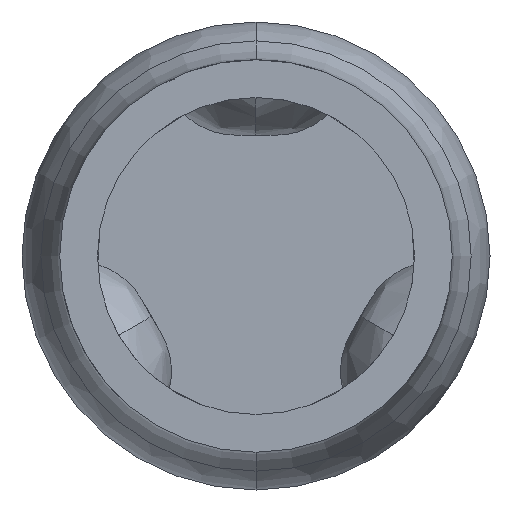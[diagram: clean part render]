
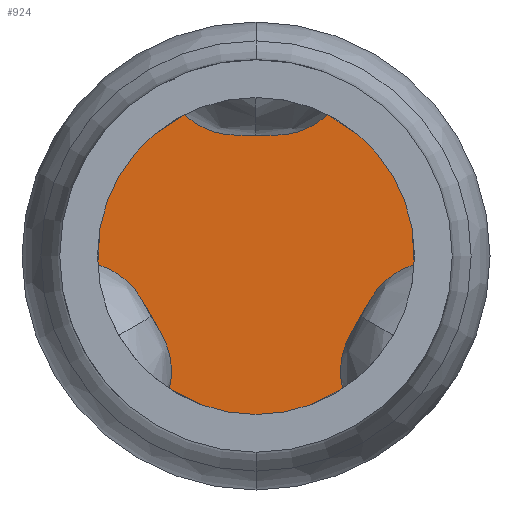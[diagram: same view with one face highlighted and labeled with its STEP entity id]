
A CAD part, front view. The second image highlights one B-rep face of the part: STEP entity #924.
In plain terms, the highlighted planar face has unit normal (0, -1, 0).
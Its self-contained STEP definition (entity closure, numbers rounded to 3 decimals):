
#10 = DIRECTION ( 'NONE',  ( 0., -1., 0. ) ) ;
#258 = VERTEX_POINT ( 'NONE', #4469 ) ;
#597 = CARTESIAN_POINT ( 'NONE',  ( 0., -28.741, -0.227 ) ) ;
#924 = ADVANCED_FACE ( 'Defeature ausgef�hrt1_52', ( #1829 ), #5036, .T. ) ;
#1211 = ORIENTED_EDGE ( 'NONE', *, *, #4508, .T. ) ;
#1422 = AXIS2_PLACEMENT_3D ( 'NONE', #4551, #4959, #3310 ) ;
#1558 = CIRCLE ( 'NONE', #2482, 0.227 ) ;
#1829 = FACE_OUTER_BOUND ( 'NONE', #5257, .T. ) ;
#1868 = DIRECTION ( 'NONE',  ( 0., 0., 1. ) ) ;
#1896 = AXIS2_PLACEMENT_3D ( 'NONE', #4854, #10, #3940 ) ;
#2080 = ORIENTED_EDGE ( 'NONE', *, *, #4148, .T. ) ;
#2327 = DIRECTION ( 'NONE',  ( 0., -1., 0. ) ) ;
#2482 = AXIS2_PLACEMENT_3D ( 'NONE', #4895, #2327, #1868 ) ;
#3310 = DIRECTION ( 'NONE',  ( 0., 0., -1. ) ) ;
#3940 = DIRECTION ( 'NONE',  ( 0., 0., 1. ) ) ;
#4080 = CIRCLE ( 'NONE', #1896, 0.227 ) ;
#4124 = VERTEX_POINT ( 'NONE', #597 ) ;
#4148 = EDGE_CURVE ( 'Defeature ausgef�hrt1_52+Defeature ausgef�hrt1_51+Defeature ausgef�hrt1_51+Defeature ausgef�hrt1_51', #4124, #258, #4080, .T. ) ;
#4469 = CARTESIAN_POINT ( 'NONE',  ( 0., -28.741, 0.227 ) ) ;
#4508 = EDGE_CURVE ( 'Defeature ausgef�hrt1_52+Defeature ausgef�hrt1_51+Defeature ausgef�hrt1_51+Defeature ausgef�hrt1_51', #258, #4124, #1558, .T. ) ;
#4551 = CARTESIAN_POINT ( 'NONE',  ( 0., -28.741, 0. ) ) ;
#4854 = CARTESIAN_POINT ( 'NONE',  ( 0., -28.741, 0. ) ) ;
#4895 = CARTESIAN_POINT ( 'NONE',  ( 0., -28.741, 0. ) ) ;
#4959 = DIRECTION ( 'NONE',  ( 0., -1., 0. ) ) ;
#5036 = PLANE ( 'NONE',  #1422 ) ;
#5257 = EDGE_LOOP ( 'NONE', ( #1211, #2080 ) ) ;
